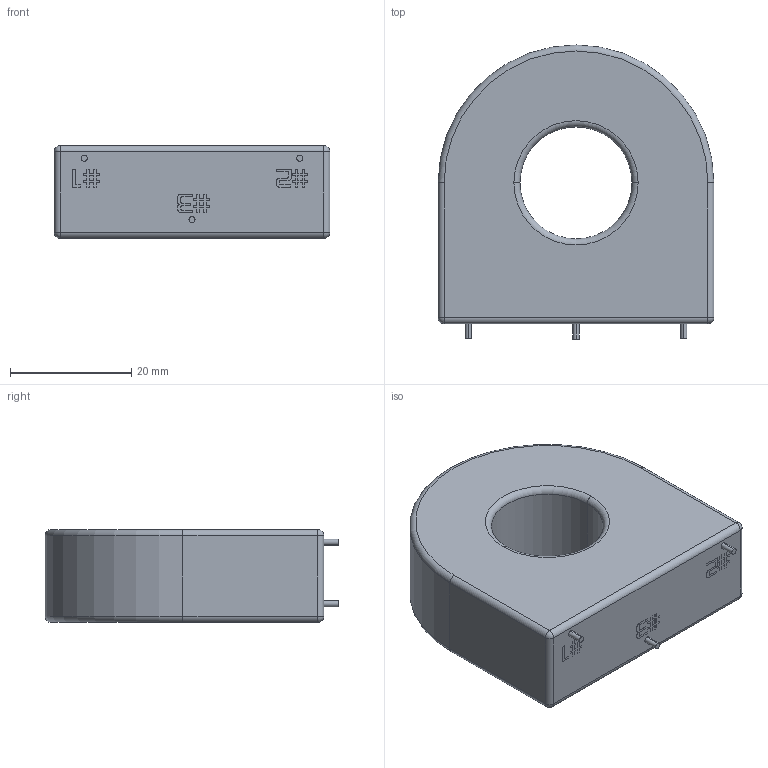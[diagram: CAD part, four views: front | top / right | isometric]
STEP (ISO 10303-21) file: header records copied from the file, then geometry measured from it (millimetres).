
FILE_DESCRIPTION (( 'STEP AP214' ), '1' );
FILE_NAME ('THAI LIN TL76-5-100.STEP', '2024-04-09T09:35:20', ( '' ), ( '' ), 'SwSTEP 2.0', 'SolidWorks 2024', '' );
FILE_SCHEMA (( 'AUTOMOTIVE_DESIGN' ));
Length unit declared in the file: millimetre
Products named in the file (1): THAI LIN TL76-5-100
Bounding box: 45.5 x 48.5 x 15.3 mm (x, y, z)
Volume: 24427.7 mm3; surface area: 6443 mm2
Topology: 1 solids, 1 shells, 364 faces, 975 edges, 642 vertices
Faces by surface type: plane 297, bspline 42, cylinder 17, torus 4, sphere 4
Entity records: 17174 total; most frequent: CARTESIAN_POINT 4308, ORIENTED_EDGE 1942, DIRECTION 1573, EDGE_CURVE 971, VECTOR 847, LINE 847, VERTEX_POINT 642, EDGE_LOOP 399
